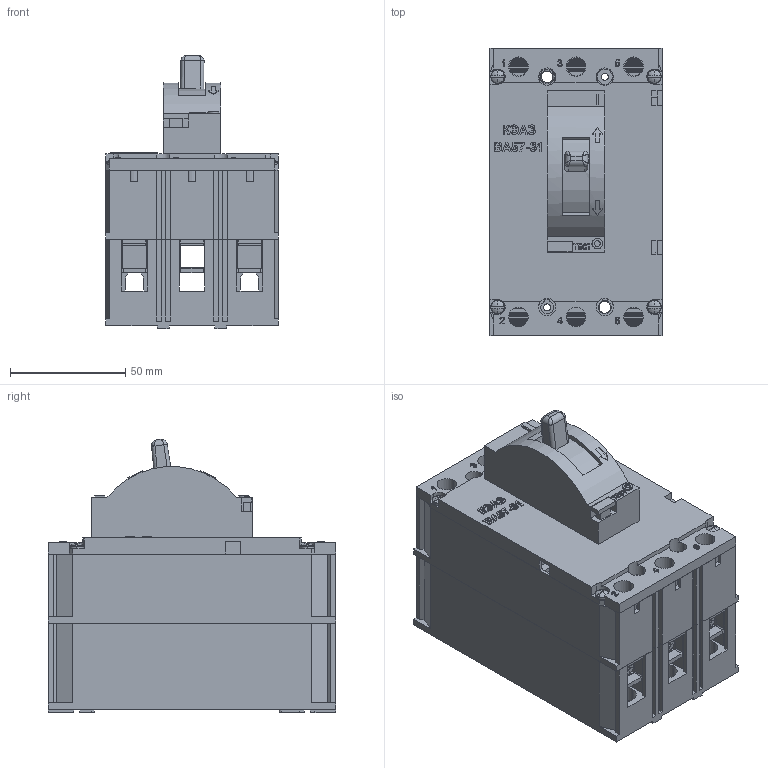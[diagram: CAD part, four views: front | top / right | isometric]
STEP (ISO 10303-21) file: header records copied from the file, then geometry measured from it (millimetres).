
FILE_DESCRIPTION (( 'STEP AP203' ), '1' );
FILE_NAME ('臍57-31.STEP', '2014-06-19T06:14:34', ( 'admin' ), ( 'Microsoft' ), 'SwSTEP 2.0', 'SolidWorks 2007', '' );
FILE_SCHEMA (( 'CONFIG_CONTROL_DESIGN' ));
Length unit declared in the file: millimetre
Products named in the file (1): 臍57-31
Bounding box: 74.8 x 124.6 x 118.58 mm (x, y, z)
Surface area: 91206.5 mm2 (no closed solid volume)
Topology: 0 solids, 95 shells, 1078 faces, 3940 edges, 2915 vertices
Faces by surface type: plane 766, cylinder 172, bspline 94, cone 22, sphere 16, torus 8
Entity records: 47170 total; most frequent: CARTESIAN_POINT 14755, DIRECTION 6247, ORIENTED_EDGE 6063, EDGE_CURVE 3936, VECTOR 2947, LINE 2947, VERTEX_POINT 2915, AXIS2_PLACEMENT_3D 1650
